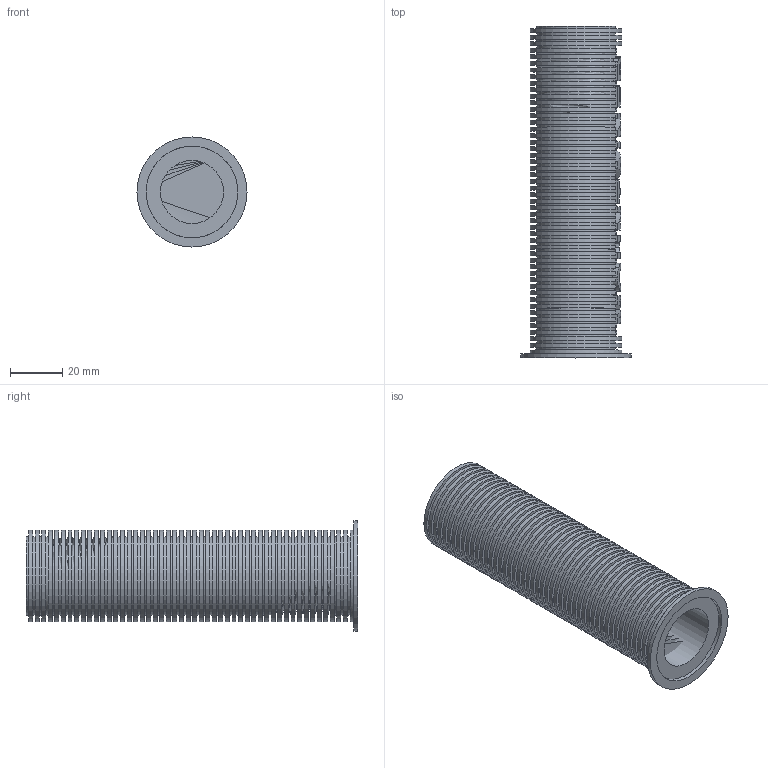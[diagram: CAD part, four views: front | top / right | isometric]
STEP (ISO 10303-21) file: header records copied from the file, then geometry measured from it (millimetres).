
FILE_DESCRIPTION(/* description */ (''),/* implementation_level */ '2;1');
FILE_NAME(/* name */ 'bike_handlebar_grip.step',/* time_stamp */ '2025-05-17T06:37:08-04:00',/* author */ (''),/* organization */ (''),/* preprocessor_version */ 'ST-DEVELOPER v20.1',/* originating_system */ 'Autodesk Translation Framework v14.4.0.0',/* authorisation */ '');
FILE_SCHEMA (('AUTOMOTIVE_DESIGN { 1 0 10303 214 3 1 1 }'));
Length unit declared in the file: millimetre
Products named in the file (2): bike_handlebar_grip; grip
Assembly tree (1 placements, depth 2):
  bike_handlebar_grip
    grip
Bounding box: 42 x 126.5 x 42 mm (x, y, z)
Volume: 51476.7 mm3; surface area: 48143.5 mm2
Topology: 2 solids, 2 shells, 396 faces, 1103 edges, 736 vertices
Faces by surface type: plane 263, cylinder 72, bspline 61
Full cylindrical faces by diameter (mm): 24 x1, 30 x6, 35 x7, 42 x1
Entity records: 14007 total; most frequent: CARTESIAN_POINT 3807, ORIENTED_EDGE 2206, DIRECTION 2019, EDGE_CURVE 1103, VERTEX_POINT 736, AXIS2_PLACEMENT_3D 700, LINE 619, VECTOR 619
